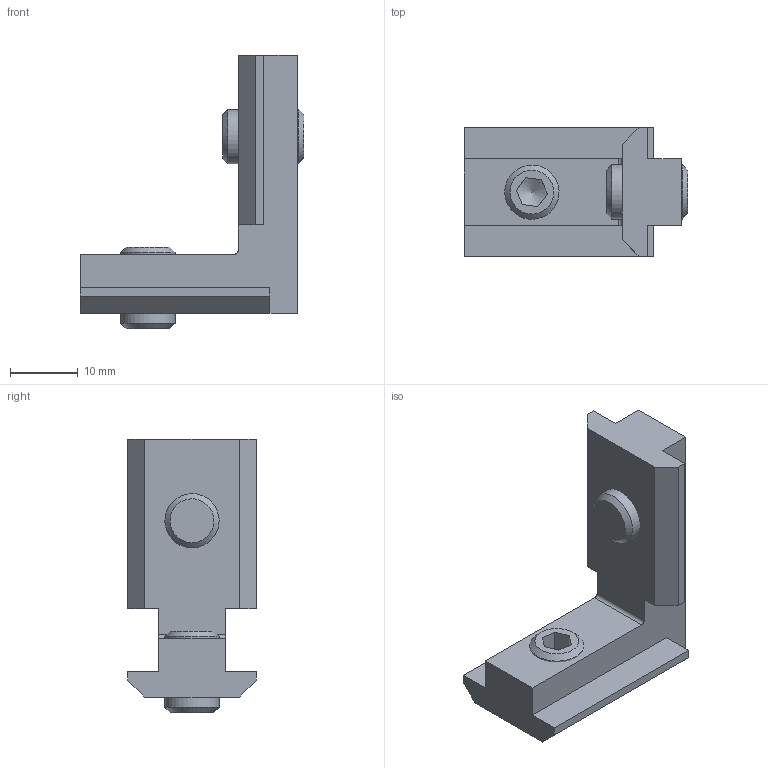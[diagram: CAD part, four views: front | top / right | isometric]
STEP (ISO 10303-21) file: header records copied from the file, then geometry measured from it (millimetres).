
FILE_DESCRIPTION((''),'2;1');
FILE_NAME('AR3842.stp','2025-04-18T15:20:30',('arma01'),(''),'Autodesk Inventor 2013','Autodesk Inventor 2013','');
FILE_SCHEMA(('AUTOMOTIVE_DESIGN { 1 0 10303 214 1 1 1 1 }'));
Length unit declared in the file: millimetre
Products named in the file (3): AR3842; DIN 913 M8 x 12
Assembly tree (3 placements, depth 2):
  AR3842
    AR3842
    DIN 913 M8 x 12  x2
Bounding box: 33 x 19 x 40.3 mm (x, y, z)
Volume: 7170.5 mm3; surface area: 4498.1 mm2
Topology: 3 solids, 3 shells, 51 faces, 131 edges, 86 vertices
Faces by surface type: plane 40, cone 6, cylinder 5
Full cylindrical faces by diameter (mm): 6.647 x2, 8 x2
Entity records: 1242 total; most frequent: CARTESIAN_POINT 218, ORIENTED_EDGE 190, DIRECTION 189, EDGE_CURVE 95, VECTOR 79, LINE 79, VERTEX_POINT 66, AXIS2_PLACEMENT_3D 55
